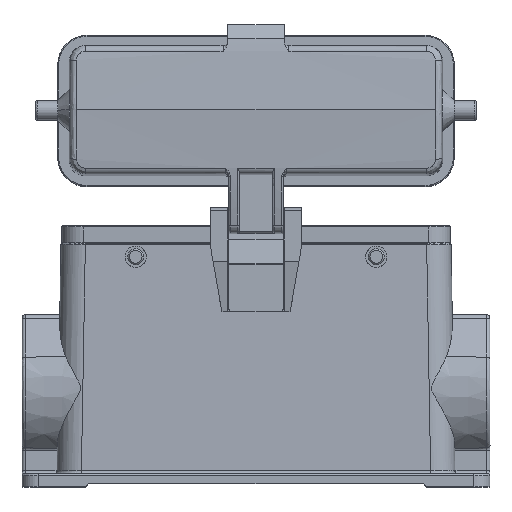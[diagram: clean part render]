
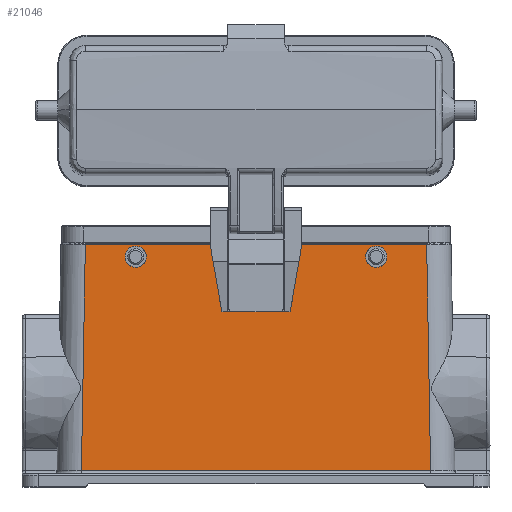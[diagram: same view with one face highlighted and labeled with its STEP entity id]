
A CAD part, top view. The second image highlights one B-rep face of the part: STEP entity #21046.
In plain terms, the highlighted planar face has unit normal (0, 0.018, 1).
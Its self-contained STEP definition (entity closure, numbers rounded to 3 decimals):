
#2775 = CARTESIAN_POINT ( 'NONE',  ( -33.75, 46.805, 21.573 ) ) ;
#2776 = CARTESIAN_POINT ( 'NONE',  ( -40.25, 46.805, 21.573 ) ) ;
#2860 = CARTESIAN_POINT ( 'NONE',  ( 40.25, 46.805, 21.573 ) ) ;
#4155 = VERTEX_POINT ( 'NONE', #2775 ) ;
#4156 = VERTEX_POINT ( 'NONE', #2776 ) ;
#4240 = VERTEX_POINT ( 'NONE', #2860 ) ;
#4241 = VERTEX_POINT ( 'NONE', #9123 ) ;
#4255 = VERTEX_POINT ( 'NONE', #9137 ) ;
#4256 = VERTEX_POINT ( 'NONE', #9138 ) ;
#4257 = VERTEX_POINT ( 'NONE', #9139 ) ;
#4258 = VERTEX_POINT ( 'NONE', #9140 ) ;
#4907 = EDGE_CURVE ( 'NONE', #4240, #4241, #15690, .T. ) ;
#4916 = EDGE_CURVE ( 'NONE', #4241, #4240, #15711, .T. ) ;
#4930 = EDGE_CURVE ( 'NONE', #4256, #4257, #15517, .T. ) ;
#4931 = EDGE_CURVE ( 'NONE', #4155, #4156, #15805, .T. ) ;
#4932 = EDGE_CURVE ( 'NONE', #4255, #4256, #15525, .T. ) ;
#4933 = EDGE_CURVE ( 'NONE', #4257, #4258, #15528, .T. ) ;
#4934 = EDGE_CURVE ( 'NONE', #4258, #4255, #15531, .T. ) ;
#5646 = PLANE ( 'NONE',  #13971 ) ;
#5647 = CARTESIAN_POINT ( 'NONE',  ( -63.061, 51.005, 21.5 ) ) ;
#5648 = DIRECTION ( 'NONE',  ( 0., 0.017, 1. ) ) ;
#5649 = DIRECTION ( 'NONE',  ( 0., -1., 0.017 ) ) ;
#7370 = EDGE_CURVE ( 'NONE', #4156, #4155, #15697, .T. ) ;
#9123 = CARTESIAN_POINT ( 'NONE',  ( 33.75, 46.805, 21.573 ) ) ;
#9137 = CARTESIAN_POINT ( 'NONE',  ( 53.723, -19.013, 22.722 ) ) ;
#9138 = CARTESIAN_POINT ( 'NONE',  ( 52.51, 50.513, 21.509 ) ) ;
#9139 = CARTESIAN_POINT ( 'NONE',  ( -52.51, 50.513, 21.509 ) ) ;
#9140 = CARTESIAN_POINT ( 'NONE',  ( -53.723, -19.013, 22.722 ) ) ;
#11489 = VECTOR ( 'NONE', #15533, 1000. ) ;
#11490 = VECTOR ( 'NONE', #15530, 1000. ) ;
#11496 = VECTOR ( 'NONE', #15527, 1000. ) ;
#11497 = VECTOR ( 'NONE', #15519, 1000. ) ;
#13959 = FACE_BOUND ( 'NONE', #23588, .T. ) ;
#13966 = FACE_OUTER_BOUND ( 'NONE', #23589, .T. ) ;
#13969 = FACE_BOUND ( 'NONE', #23561, .T. ) ;
#13971 = AXIS2_PLACEMENT_3D ( 'NONE', #5647, #5648, #5649 ) ;
#15256 = CARTESIAN_POINT ( 'NONE',  ( -40.25, 46.805, 21.573 ) ) ;
#15257 = CARTESIAN_POINT ( 'NONE',  ( -40.25, 53.305, 21.46 ) ) ;
#15258 = CARTESIAN_POINT ( 'NONE',  ( -33.75, 53.305, 21.46 ) ) ;
#15259 = CARTESIAN_POINT ( 'NONE',  ( -33.75, 46.805, 21.573 ) ) ;
#15443 = CARTESIAN_POINT ( 'NONE',  ( 40.25, 46.805, 21.573 ) ) ;
#15444 = CARTESIAN_POINT ( 'NONE',  ( 40.25, 53.305, 21.46 ) ) ;
#15445 = CARTESIAN_POINT ( 'NONE',  ( 33.75, 53.305, 21.46 ) ) ;
#15446 = CARTESIAN_POINT ( 'NONE',  ( 33.75, 46.805, 21.573 ) ) ;
#15474 = CARTESIAN_POINT ( 'NONE',  ( 33.75, 46.805, 21.573 ) ) ;
#15475 = CARTESIAN_POINT ( 'NONE',  ( 33.75, 40.305, 21.687 ) ) ;
#15476 = CARTESIAN_POINT ( 'NONE',  ( 40.25, 40.305, 21.687 ) ) ;
#15477 = CARTESIAN_POINT ( 'NONE',  ( 40.25, 46.805, 21.573 ) ) ;
#15517 = LINE ( 'NONE', #15518, #11497 ) ;
#15518 = CARTESIAN_POINT ( 'NONE',  ( -63.061, 50.513, 21.509 ) ) ;
#15519 = DIRECTION ( 'NONE',  ( -1., 0., 0. ) ) ;
#15520 = CARTESIAN_POINT ( 'NONE',  ( -33.75, 46.805, 21.573 ) ) ;
#15521 = CARTESIAN_POINT ( 'NONE',  ( -33.75, 40.305, 21.687 ) ) ;
#15522 = CARTESIAN_POINT ( 'NONE',  ( -40.25, 40.305, 21.687 ) ) ;
#15523 = CARTESIAN_POINT ( 'NONE',  ( -40.25, 46.805, 21.573 ) ) ;
#15525 = LINE ( 'NONE', #15526, #11496 ) ;
#15526 = CARTESIAN_POINT ( 'NONE',  ( 53.723, -19.013, 22.722 ) ) ;
#15527 = DIRECTION ( 'NONE',  ( -0.017, 1., -0.017 ) ) ;
#15528 = LINE ( 'NONE', #15529, #11490 ) ;
#15529 = CARTESIAN_POINT ( 'NONE',  ( -52.51, 50.513, 21.509 ) ) ;
#15530 = DIRECTION ( 'NONE',  ( -0.017, -1., 0.017 ) ) ;
#15531 = LINE ( 'NONE', #15532, #11489 ) ;
#15532 = CARTESIAN_POINT ( 'NONE',  ( -63.061, -19.013, 22.722 ) ) ;
#15533 = DIRECTION ( 'NONE',  ( 1., 0., 0. ) ) ;
#15690 =( BOUNDED_CURVE ( )  B_SPLINE_CURVE ( 3, ( #15443, #15444, #15445, #15446 ),
 .UNSPECIFIED., .F., .F. ) 
 B_SPLINE_CURVE_WITH_KNOTS ( ( 4, 4 ),
 ( 4.712, 7.854 ),
 .UNSPECIFIED. ) 
 CURVE ( )  GEOMETRIC_REPRESENTATION_ITEM ( )  RATIONAL_B_SPLINE_CURVE ( ( 1., 0.333, 0.333, 1. ) ) 
 REPRESENTATION_ITEM ( '' )  );
#15697 =( BOUNDED_CURVE ( )  B_SPLINE_CURVE ( 3, ( #15256, #15257, #15258, #15259 ),
 .UNSPECIFIED., .F., .F. ) 
 B_SPLINE_CURVE_WITH_KNOTS ( ( 4, 4 ),
 ( 4.712, 7.854 ),
 .UNSPECIFIED. ) 
 CURVE ( )  GEOMETRIC_REPRESENTATION_ITEM ( )  RATIONAL_B_SPLINE_CURVE ( ( 1., 0.333, 0.333, 1. ) ) 
 REPRESENTATION_ITEM ( '' )  );
#15711 =( BOUNDED_CURVE ( )  B_SPLINE_CURVE ( 3, ( #15474, #15475, #15476, #15477 ),
 .UNSPECIFIED., .F., .F. ) 
 B_SPLINE_CURVE_WITH_KNOTS ( ( 4, 4 ),
 ( 1.571, 4.712 ),
 .UNSPECIFIED. ) 
 CURVE ( )  GEOMETRIC_REPRESENTATION_ITEM ( )  RATIONAL_B_SPLINE_CURVE ( ( 1., 0.333, 0.333, 1. ) ) 
 REPRESENTATION_ITEM ( '' )  );
#15805 =( BOUNDED_CURVE ( )  B_SPLINE_CURVE ( 3, ( #15520, #15521, #15522, #15523 ),
 .UNSPECIFIED., .F., .F. ) 
 B_SPLINE_CURVE_WITH_KNOTS ( ( 4, 4 ),
 ( 1.571, 4.712 ),
 .UNSPECIFIED. ) 
 CURVE ( )  GEOMETRIC_REPRESENTATION_ITEM ( )  RATIONAL_B_SPLINE_CURVE ( ( 1., 0.333, 0.333, 1. ) ) 
 REPRESENTATION_ITEM ( '' )  );
#19176 = ORIENTED_EDGE ( 'NONE', *, *, #7370, .T. ) ;
#19177 = ORIENTED_EDGE ( 'NONE', *, *, #4931, .T. ) ;
#19178 = ORIENTED_EDGE ( 'NONE', *, *, #4932, .T. ) ;
#19179 = ORIENTED_EDGE ( 'NONE', *, *, #4933, .T. ) ;
#19180 = ORIENTED_EDGE ( 'NONE', *, *, #4930, .T. ) ;
#19181 = ORIENTED_EDGE ( 'NONE', *, *, #4934, .T. ) ;
#19183 = ORIENTED_EDGE ( 'NONE', *, *, #4907, .F. ) ;
#19184 = ORIENTED_EDGE ( 'NONE', *, *, #4916, .F. ) ;
#21046 = ADVANCED_FACE ( 'NONE', ( #13959, #13966, #13969 ), #5646, .T. ) ;
#23561 = EDGE_LOOP ( 'NONE', ( #19184, #19183 ) ) ;
#23588 = EDGE_LOOP ( 'NONE', ( #19176, #19177 ) ) ;
#23589 = EDGE_LOOP ( 'NONE', ( #19178, #19180, #19179, #19181 ) ) ;
